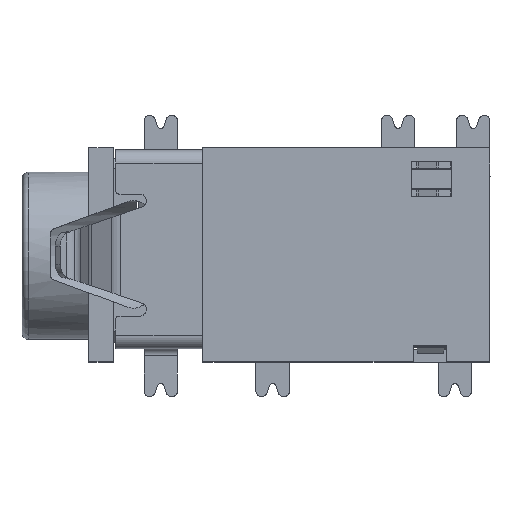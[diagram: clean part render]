
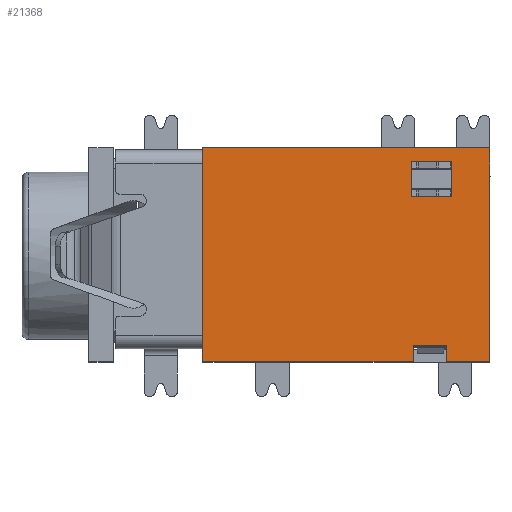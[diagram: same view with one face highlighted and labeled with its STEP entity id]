
A CAD part, top view. The second image highlights one B-rep face of the part: STEP entity #21368.
In plain terms, the highlighted planar face has unit normal (0, 0, 1).
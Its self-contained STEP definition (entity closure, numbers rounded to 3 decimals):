
#35 = VECTOR ( 'NONE', #40097, 1000. ) ;
#195 = EDGE_CURVE ( 'NONE', #1810, #29588, #7755, .T. ) ;
#229 = EDGE_CURVE ( 'NONE', #26209, #33931, #8183, .T. ) ;
#510 = DIRECTION ( 'NONE',  ( 0., 0., -1. ) ) ;
#1324 = ORIENTED_EDGE ( 'NONE', *, *, #19440, .F. ) ;
#1475 = DIRECTION ( 'NONE',  ( 1., 0., 0. ) ) ;
#1707 = CARTESIAN_POINT ( 'NONE',  ( 5.4, 3.225, 2.25 ) ) ;
#1810 = VERTEX_POINT ( 'NONE', #41416 ) ;
#2410 = EDGE_CURVE ( 'NONE', #24094, #2765, #15385, .T. ) ;
#2765 = VERTEX_POINT ( 'NONE', #35620 ) ;
#3081 = VECTOR ( 'NONE', #31652, 1000. ) ;
#3106 = VECTOR ( 'NONE', #10958, 1000. ) ;
#3433 = ORIENTED_EDGE ( 'NONE', *, *, #36224, .F. ) ;
#3715 = VECTOR ( 'NONE', #32787, 1000. ) ;
#3734 = CARTESIAN_POINT ( 'NONE',  ( 11.7, -3.175, 2.25 ) ) ;
#4594 = VECTOR ( 'NONE', #35132, 1000. ) ;
#5517 = DIRECTION ( 'NONE',  ( 0., -1., 0. ) ) ;
#5672 = CARTESIAN_POINT ( 'NONE',  ( 11.65, 2.82, 2.25 ) ) ;
#5871 = VERTEX_POINT ( 'NONE', #6937 ) ;
#6843 = DIRECTION ( 'NONE',  ( -1., 0., 0. ) ) ;
#6937 = CARTESIAN_POINT ( 'NONE',  ( 11.65, 1.775, 2.25 ) ) ;
#7031 = FACE_BOUND ( 'NONE', #37284, .T. ) ;
#7755 = LINE ( 'NONE', #17633, #39912 ) ;
#8183 = LINE ( 'NONE', #8616, #8441 ) ;
#8441 = VECTOR ( 'NONE', #37142, 1000. ) ;
#8616 = CARTESIAN_POINT ( 'NONE',  ( 12.85, 1.775, 2.25 ) ) ;
#9966 = PLANE ( 'NONE',  #40886 ) ;
#10475 = EDGE_CURVE ( 'NONE', #33931, #24498, #35020, .T. ) ;
#10958 = DIRECTION ( 'NONE',  ( 0., 1., 0. ) ) ;
#11604 = EDGE_LOOP ( 'NONE', ( #24736, #17577, #37121, #14447, #32392, #37885, #1324, #24391 ) ) ;
#12362 = CARTESIAN_POINT ( 'NONE',  ( 11.7, -2.7, 2.25 ) ) ;
#13080 = LINE ( 'NONE', #25833, #3715 ) ;
#13253 = EDGE_CURVE ( 'NONE', #2765, #28359, #34490, .T. ) ;
#14182 = DIRECTION ( 'NONE',  ( 0., 1., 0. ) ) ;
#14447 = ORIENTED_EDGE ( 'NONE', *, *, #31716, .F. ) ;
#14638 = CARTESIAN_POINT ( 'NONE',  ( 11.7, -2.7, 2.25 ) ) ;
#14746 = CARTESIAN_POINT ( 'NONE',  ( 12.85, 2.82, 2.25 ) ) ;
#15385 = LINE ( 'NONE', #31306, #25323 ) ;
#16097 = FACE_OUTER_BOUND ( 'NONE', #11604, .T. ) ;
#16871 = VERTEX_POINT ( 'NONE', #39474 ) ;
#17293 = CARTESIAN_POINT ( 'NONE',  ( 12.7, -3.175, 2.25 ) ) ;
#17441 = LINE ( 'NONE', #30249, #22454 ) ;
#17577 = ORIENTED_EDGE ( 'NONE', *, *, #36661, .F. ) ;
#17633 = CARTESIAN_POINT ( 'NONE',  ( 12.7, -2.7, 2.25 ) ) ;
#18003 = LINE ( 'NONE', #12362, #3081 ) ;
#18586 = CARTESIAN_POINT ( 'NONE',  ( 12.85, 2.82, 2.25 ) ) ;
#19387 = ORIENTED_EDGE ( 'NONE', *, *, #10475, .F. ) ;
#19440 = EDGE_CURVE ( 'NONE', #24094, #22083, #33438, .T. ) ;
#20557 = DIRECTION ( 'NONE',  ( -1., 0., 0. ) ) ;
#20612 = CARTESIAN_POINT ( 'NONE',  ( 5.4, 3.225, 2.25 ) ) ;
#21368 = ADVANCED_FACE ( 'NONE', ( #16097, #7031 ), #9966, .F. ) ;
#22083 = VERTEX_POINT ( 'NONE', #27197 ) ;
#22454 = VECTOR ( 'NONE', #1475, 1000. ) ;
#23192 = CARTESIAN_POINT ( 'NONE',  ( 14., -3.175, 2.25 ) ) ;
#24094 = VERTEX_POINT ( 'NONE', #20612 ) ;
#24391 = ORIENTED_EDGE ( 'NONE', *, *, #2410, .T. ) ;
#24498 = VERTEX_POINT ( 'NONE', #5672 ) ;
#24736 = ORIENTED_EDGE ( 'NONE', *, *, #13253, .T. ) ;
#24825 = CARTESIAN_POINT ( 'NONE',  ( 5.4, -3.175, 2.25 ) ) ;
#25302 = EDGE_CURVE ( 'NONE', #16871, #33137, #17441, .T. ) ;
#25323 = VECTOR ( 'NONE', #5517, 1000. ) ;
#25833 = CARTESIAN_POINT ( 'NONE',  ( 11.65, 2.82, 2.25 ) ) ;
#26209 = VERTEX_POINT ( 'NONE', #30982 ) ;
#26564 = DIRECTION ( 'NONE',  ( -1., 0., 0. ) ) ;
#26746 = EDGE_CURVE ( 'NONE', #33137, #22083, #32798, .T. ) ;
#27197 = CARTESIAN_POINT ( 'NONE',  ( 14., 3.225, 2.25 ) ) ;
#27399 = LINE ( 'NONE', #40200, #34777 ) ;
#28359 = VERTEX_POINT ( 'NONE', #3734 ) ;
#29588 = VERTEX_POINT ( 'NONE', #14638 ) ;
#30249 = CARTESIAN_POINT ( 'NONE',  ( 12.7, -3.175, 2.25 ) ) ;
#30965 = VECTOR ( 'NONE', #14182, 1000. ) ;
#30982 = CARTESIAN_POINT ( 'NONE',  ( 12.85, 1.775, 2.25 ) ) ;
#31306 = CARTESIAN_POINT ( 'NONE',  ( 5.4, 3.225, 2.25 ) ) ;
#31652 = DIRECTION ( 'NONE',  ( 0., -1., 0. ) ) ;
#31716 = EDGE_CURVE ( 'NONE', #16871, #1810, #35983, .T. ) ;
#32392 = ORIENTED_EDGE ( 'NONE', *, *, #25302, .T. ) ;
#32787 = DIRECTION ( 'NONE',  ( 0., -1., 0. ) ) ;
#32798 = LINE ( 'NONE', #39675, #3106 ) ;
#33137 = VERTEX_POINT ( 'NONE', #23192 ) ;
#33438 = LINE ( 'NONE', #1707, #35 ) ;
#33931 = VERTEX_POINT ( 'NONE', #14746 ) ;
#34490 = LINE ( 'NONE', #24825, #4594 ) ;
#34777 = VECTOR ( 'NONE', #26564, 1000. ) ;
#35020 = LINE ( 'NONE', #18586, #37404 ) ;
#35132 = DIRECTION ( 'NONE',  ( 1., 0., 0. ) ) ;
#35620 = CARTESIAN_POINT ( 'NONE',  ( 5.4, -3.175, 2.25 ) ) ;
#35808 = CARTESIAN_POINT ( 'NONE',  ( 9.685, 0.025, 2.25 ) ) ;
#35983 = LINE ( 'NONE', #17293, #30965 ) ;
#36224 = EDGE_CURVE ( 'NONE', #24498, #5871, #13080, .T. ) ;
#36661 = EDGE_CURVE ( 'NONE', #29588, #28359, #18003, .T. ) ;
#37121 = ORIENTED_EDGE ( 'NONE', *, *, #195, .F. ) ;
#37142 = DIRECTION ( 'NONE',  ( 0., 1., 0. ) ) ;
#37284 = EDGE_LOOP ( 'NONE', ( #19387, #38308, #41099, #3433 ) ) ;
#37404 = VECTOR ( 'NONE', #40415, 1000. ) ;
#37714 = EDGE_CURVE ( 'NONE', #26209, #5871, #27399, .T. ) ;
#37885 = ORIENTED_EDGE ( 'NONE', *, *, #26746, .T. ) ;
#38308 = ORIENTED_EDGE ( 'NONE', *, *, #229, .F. ) ;
#39474 = CARTESIAN_POINT ( 'NONE',  ( 12.7, -3.175, 2.25 ) ) ;
#39675 = CARTESIAN_POINT ( 'NONE',  ( 14., -3.175, 2.25 ) ) ;
#39912 = VECTOR ( 'NONE', #20557, 1000. ) ;
#40097 = DIRECTION ( 'NONE',  ( 1., 0., 0. ) ) ;
#40200 = CARTESIAN_POINT ( 'NONE',  ( 12.85, 1.775, 2.25 ) ) ;
#40415 = DIRECTION ( 'NONE',  ( -1., 0., 0. ) ) ;
#40886 = AXIS2_PLACEMENT_3D ( 'NONE', #35808, #510, #6843 ) ;
#41099 = ORIENTED_EDGE ( 'NONE', *, *, #37714, .T. ) ;
#41416 = CARTESIAN_POINT ( 'NONE',  ( 12.7, -2.7, 2.25 ) ) ;
